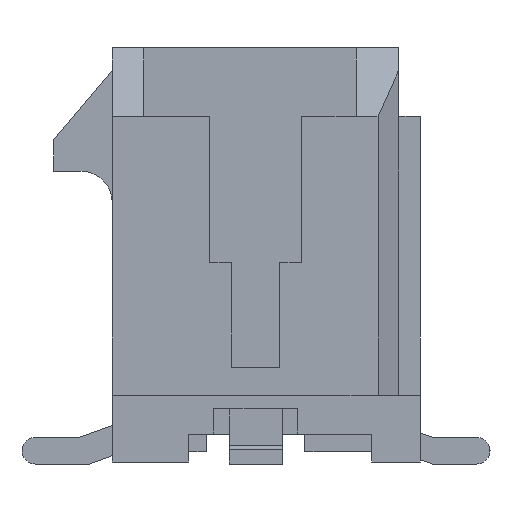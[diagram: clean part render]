
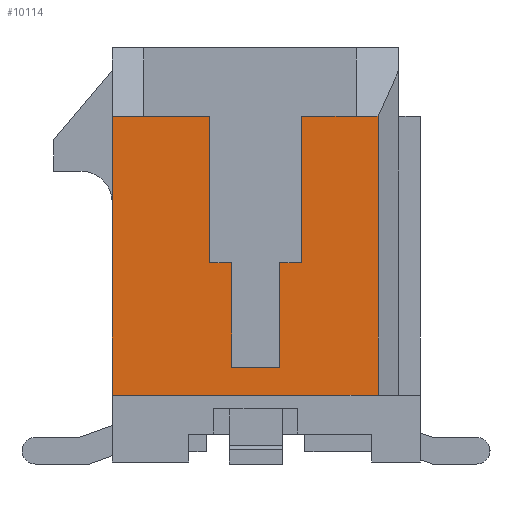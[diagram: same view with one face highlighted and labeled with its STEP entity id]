
A CAD part, left-side view. The second image highlights one B-rep face of the part: STEP entity #10114.
In plain terms, the highlighted planar face has unit normal (-1, 0, 0).
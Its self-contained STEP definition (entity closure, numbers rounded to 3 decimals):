
#1=DIRECTION('',(0.,0.,-1.));
#2=VECTOR('',#1,3.5);
#3=CARTESIAN_POINT('',(-16.825,-1.1,3.315));
#4=LINE('',#3,#2);
#5=DIRECTION('',(0.,1.,0.));
#6=VECTOR('',#5,1.31);
#7=CARTESIAN_POINT('',(-16.825,-2.41,3.315));
#8=LINE('',#7,#6);
#9=DIRECTION('',(0.,-1.,0.));
#10=VECTOR('',#9,0.52);
#11=CARTESIAN_POINT('',(-16.825,-2.41,3.315));
#12=LINE('',#11,#10);
#13=DIRECTION('',(0.,0.,-1.));
#14=VECTOR('',#13,6.67);
#15=CARTESIAN_POINT('',(-16.825,-2.93,3.315));
#16=LINE('',#15,#14);
#17=DIRECTION('',(0.,1.,0.));
#18=VECTOR('',#17,6.36);
#19=CARTESIAN_POINT('',(-16.825,-2.93,-3.355));
#20=LINE('',#19,#18);
#21=DIRECTION('',(0.,0.,1.));
#22=VECTOR('',#21,6.67);
#23=CARTESIAN_POINT('',(-16.825,3.43,-3.355));
#24=LINE('',#23,#22);
#25=DIRECTION('',(0.,-1.,0.));
#26=VECTOR('',#25,0.75);
#27=CARTESIAN_POINT('',(-16.825,3.43,3.315));
#28=LINE('',#27,#26);
#29=DIRECTION('',(0.,1.,0.));
#30=VECTOR('',#29,1.58);
#31=CARTESIAN_POINT('',(-16.825,1.1,3.315));
#32=LINE('',#31,#30);
#33=DIRECTION('',(0.,0.,-1.));
#34=VECTOR('',#33,3.5);
#35=CARTESIAN_POINT('',(-16.825,1.1,3.315));
#36=LINE('',#35,#34);
#37=DIRECTION('',(0.,1.,0.));
#38=VECTOR('',#37,0.525);
#39=CARTESIAN_POINT('',(-16.825,0.575,-0.185));
#40=LINE('',#39,#38);
#41=DIRECTION('',(0.,0.,1.));
#42=VECTOR('',#41,2.5);
#43=CARTESIAN_POINT('',(-16.825,0.575,-2.685));
#44=LINE('',#43,#42);
#45=DIRECTION('',(0.,1.,0.));
#46=VECTOR('',#45,1.15);
#47=CARTESIAN_POINT('',(-16.825,-0.575,-2.685));
#48=LINE('',#47,#46);
#49=DIRECTION('',(0.,0.,-1.));
#50=VECTOR('',#49,2.5);
#51=CARTESIAN_POINT('',(-16.825,-0.575,-0.185));
#52=LINE('',#51,#50);
#53=DIRECTION('',(0.,1.,0.));
#54=VECTOR('',#53,0.525);
#55=CARTESIAN_POINT('',(-16.825,-1.1,-0.185));
#56=LINE('',#55,#54);
#7684=CARTESIAN_POINT('',(-16.825,3.43,3.315));
#7686=VERTEX_POINT('',#7684);
#7735=CARTESIAN_POINT('',(-16.825,2.68,3.315));
#7736=VERTEX_POINT('',#7735);
#7737=CARTESIAN_POINT('',(-16.825,-2.41,3.315));
#7738=VERTEX_POINT('',#7737);
#8007=CARTESIAN_POINT('',(-16.825,-1.1,3.315));
#8008=CARTESIAN_POINT('',(-16.825,-1.1,-0.185));
#8009=VERTEX_POINT('',#8007);
#8010=VERTEX_POINT('',#8008);
#8011=CARTESIAN_POINT('',(-16.825,-0.575,-0.185));
#8012=VERTEX_POINT('',#8011);
#8013=CARTESIAN_POINT('',(-16.825,-0.575,-2.685));
#8014=VERTEX_POINT('',#8013);
#8015=CARTESIAN_POINT('',(-16.825,0.575,-2.685));
#8016=VERTEX_POINT('',#8015);
#8017=CARTESIAN_POINT('',(-16.825,0.575,-0.185));
#8018=VERTEX_POINT('',#8017);
#8019=CARTESIAN_POINT('',(-16.825,1.1,-0.185));
#8020=VERTEX_POINT('',#8019);
#8021=CARTESIAN_POINT('',(-16.825,1.1,3.315));
#8022=VERTEX_POINT('',#8021);
#8629=CARTESIAN_POINT('',(-16.825,3.43,-3.355));
#8630=VERTEX_POINT('',#8629);
#8639=CARTESIAN_POINT('',(-16.825,-2.93,3.315));
#8640=VERTEX_POINT('',#8639);
#8641=CARTESIAN_POINT('',(-16.825,-2.93,-3.355));
#8642=VERTEX_POINT('',#8641);
#10079=CARTESIAN_POINT('',(-16.825,0.,0.));
#10080=DIRECTION('',(1.,0.,0.));
#10081=DIRECTION('',(0.,0.,-1.));
#10082=AXIS2_PLACEMENT_3D('',#10079,#10080,#10081);
#10083=PLANE('',#10082);
#10085=ORIENTED_EDGE('',*,*,#10084,.F.);
#10087=ORIENTED_EDGE('',*,*,#10086,.F.);
#10089=ORIENTED_EDGE('',*,*,#10088,.T.);
#10091=ORIENTED_EDGE('',*,*,#10090,.T.);
#10093=ORIENTED_EDGE('',*,*,#10092,.T.);
#10095=ORIENTED_EDGE('',*,*,#10094,.T.);
#10097=ORIENTED_EDGE('',*,*,#10096,.T.);
#10099=ORIENTED_EDGE('',*,*,#10098,.F.);
#10101=ORIENTED_EDGE('',*,*,#10100,.T.);
#10103=ORIENTED_EDGE('',*,*,#10102,.F.);
#10105=ORIENTED_EDGE('',*,*,#10104,.F.);
#10107=ORIENTED_EDGE('',*,*,#10106,.F.);
#10109=ORIENTED_EDGE('',*,*,#10108,.F.);
#10111=ORIENTED_EDGE('',*,*,#10110,.F.);
#10112=EDGE_LOOP('',(#10085,#10087,#10089,#10091,#10093,#10095,#10097,#10099,
#10101,#10103,#10105,#10107,#10109,#10111));
#10113=FACE_OUTER_BOUND('',#10112,.F.);
#10114=ADVANCED_FACE('',(#10113),#10083,.F.);
#10084=EDGE_CURVE('',#8009,#8010,#4,.T.);
#10086=EDGE_CURVE('',#7738,#8009,#8,.T.);
#10088=EDGE_CURVE('',#7738,#8640,#12,.T.);
#10090=EDGE_CURVE('',#8640,#8642,#16,.T.);
#10092=EDGE_CURVE('',#8642,#8630,#20,.T.);
#10094=EDGE_CURVE('',#8630,#7686,#24,.T.);
#10096=EDGE_CURVE('',#7686,#7736,#28,.T.);
#10098=EDGE_CURVE('',#8022,#7736,#32,.T.);
#10100=EDGE_CURVE('',#8022,#8020,#36,.T.);
#10102=EDGE_CURVE('',#8018,#8020,#40,.T.);
#10104=EDGE_CURVE('',#8016,#8018,#44,.T.);
#10106=EDGE_CURVE('',#8014,#8016,#48,.T.);
#10108=EDGE_CURVE('',#8012,#8014,#52,.T.);
#10110=EDGE_CURVE('',#8010,#8012,#56,.T.);
